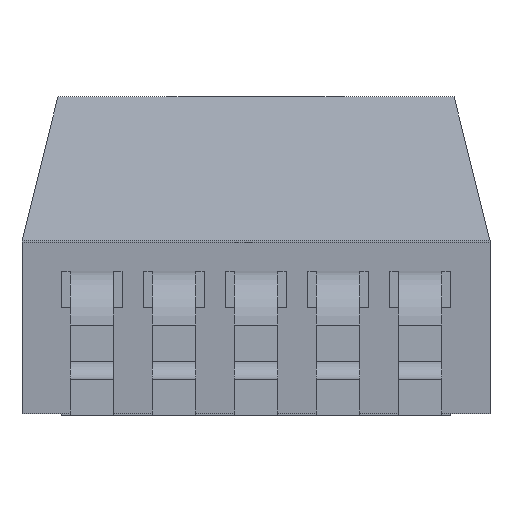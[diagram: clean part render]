
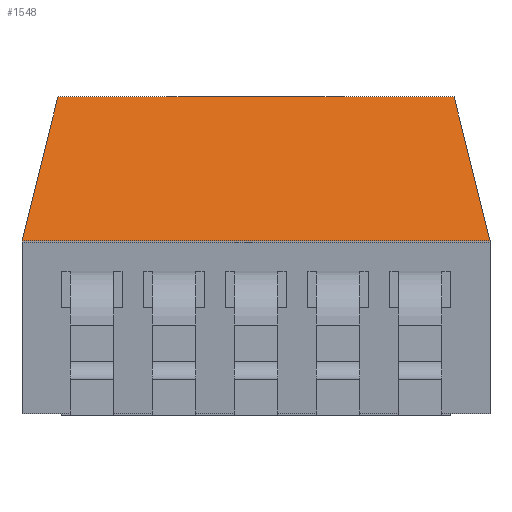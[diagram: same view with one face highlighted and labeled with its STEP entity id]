
A CAD part, left-side view. The second image highlights one B-rep face of the part: STEP entity #1548.
In plain terms, the highlighted planar face has unit normal (-0.97, 0, 0.242).
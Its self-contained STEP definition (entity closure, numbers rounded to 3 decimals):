
#502 = VERTEX_POINT('',#503);
#503 = CARTESIAN_POINT('',(-2.27,-3.25,2.42));
#542 = VERTEX_POINT('',#543);
#543 = CARTESIAN_POINT('',(-2.27,3.25,2.42));
#800 = EDGE_CURVE('',#542,#502,#801,.T.);
#801 = LINE('',#802,#803);
#802 = CARTESIAN_POINT('',(-2.27,3.25,2.42));
#803 = VECTOR('',#804,1.);
#804 = DIRECTION('',(0.,-1.,0.));
#816 = EDGE_CURVE('',#817,#502,#819,.T.);
#817 = VERTEX_POINT('',#818);
#818 = CARTESIAN_POINT('',(-1.77,-2.75,4.42));
#819 = LINE('',#820,#821);
#820 = CARTESIAN_POINT('',(-1.839,-2.819,
4.142));
#821 = VECTOR('',#822,1.);
#822 = DIRECTION('',(-0.236,-0.236,-0.943));
#842 = VERTEX_POINT('',#843);
#843 = CARTESIAN_POINT('',(-1.77,2.75,4.42));
#849 = EDGE_CURVE('',#842,#542,#850,.T.);
#850 = LINE('',#851,#852);
#851 = CARTESIAN_POINT('',(-1.875,2.855,4.));
#852 = VECTOR('',#853,1.);
#853 = DIRECTION('',(-0.236,0.236,-0.943));
#864 = EDGE_CURVE('',#842,#817,#865,.T.);
#865 = LINE('',#866,#867);
#866 = CARTESIAN_POINT('',(-1.77,3.25,4.42));
#867 = VECTOR('',#868,1.);
#868 = DIRECTION('',(0.,-1.,0.));
#1548 = ADVANCED_FACE('',(#1549),#1555,.T.);
#1549 = FACE_BOUND('',#1550,.F.);
#1550 = EDGE_LOOP('',(#1551,#1552,#1553,#1554));
#1551 = ORIENTED_EDGE('',*,*,#864,.T.);
#1552 = ORIENTED_EDGE('',*,*,#816,.T.);
#1553 = ORIENTED_EDGE('',*,*,#800,.F.);
#1554 = ORIENTED_EDGE('',*,*,#849,.F.);
#1555 = PLANE('',#1556);
#1556 = AXIS2_PLACEMENT_3D('',#1557,#1558,#1559);
#1557 = CARTESIAN_POINT('',(-2.02,3.25,3.42));
#1558 = DIRECTION('',(-0.97,0.,0.243)
);
#1559 = DIRECTION('',(0.,1.,0.));
